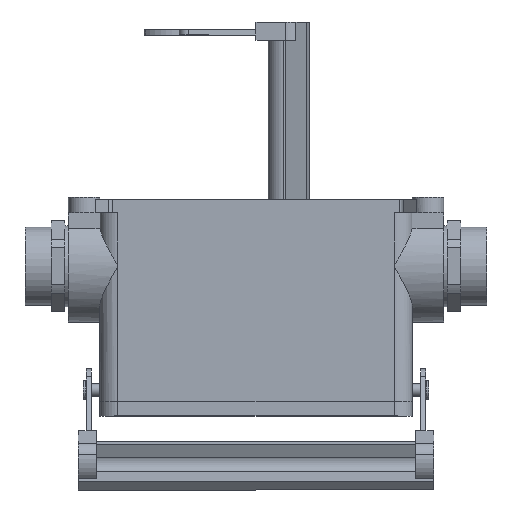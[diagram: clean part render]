
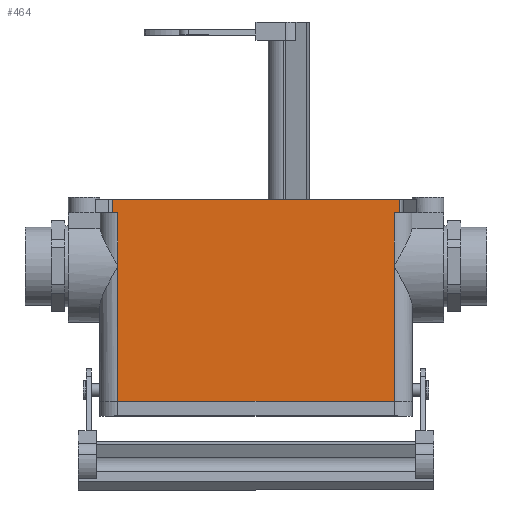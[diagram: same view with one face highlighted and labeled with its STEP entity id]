
A CAD part, top view. The second image highlights one B-rep face of the part: STEP entity #464.
In plain terms, the highlighted planar face has unit normal (0, 0, 1).
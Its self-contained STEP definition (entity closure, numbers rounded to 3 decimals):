
#464 = ADVANCED_FACE( '', ( #1058 ), #1059, .F. );
#1058 = FACE_OUTER_BOUND( '', #1801, .T. );
#1059 = PLANE( '', #1802 );
#1801 = EDGE_LOOP( '', ( #3147, #3148, #3149, #3150, #3151, #3152, #3153, #3154, #3155, #3156 ) );
#1802 = AXIS2_PLACEMENT_3D( '', #3157, #3158, #3159 );
#3147 = ORIENTED_EDGE( '', *, *, #4709, .T. );
#3148 = ORIENTED_EDGE( '', *, *, #4723, .T. );
#3149 = ORIENTED_EDGE( '', *, *, #4724, .F. );
#3150 = ORIENTED_EDGE( '', *, *, #4725, .T. );
#3151 = ORIENTED_EDGE( '', *, *, #4381, .T. );
#3152 = ORIENTED_EDGE( '', *, *, #4639, .F. );
#3153 = ORIENTED_EDGE( '', *, *, #4626, .F. );
#3154 = ORIENTED_EDGE( '', *, *, #4726, .F. );
#3155 = ORIENTED_EDGE( '', *, *, #4500, .F. );
#3156 = ORIENTED_EDGE( '', *, *, #4727, .T. );
#3157 = CARTESIAN_POINT( '', ( 56.015, -5., 21.5 ) );
#3158 = DIRECTION( '', ( 0., 0., -1. ) );
#3159 = DIRECTION( '', ( -1., 0., 0. ) );
#4381 = EDGE_CURVE( '', #5092, #5295, #5296, .T. );
#4500 = EDGE_CURVE( '', #5490, #5484, #5492, .T. );
#4626 = EDGE_CURVE( '', #5688, #5690, #5691, .T. );
#4639 = EDGE_CURVE( '', #5690, #5295, #5708, .T. );
#4709 = EDGE_CURVE( '', #5814, #5812, #5815, .T. );
#4723 = EDGE_CURVE( '', #5812, #5832, #5833, .F. );
#4724 = EDGE_CURVE( '', #5834, #5832, #5835, .T. );
#4725 = EDGE_CURVE( '', #5834, #5092, #5836, .T. );
#4726 = EDGE_CURVE( '', #5484, #5688, #5837, .T. );
#4727 = EDGE_CURVE( '', #5490, #5814, #5838, .T. );
#5092 = VERTEX_POINT( '', #6362 );
#5295 = VERTEX_POINT( '', #6733 );
#5296 = LINE( '', #6734, #6735 );
#5484 = VERTEX_POINT( '', #6992 );
#5490 = VERTEX_POINT( '', #6999 );
#5492 = LINE( '', #7001, #7002 );
#5688 = VERTEX_POINT( '', #7264 );
#5690 = VERTEX_POINT( '', #7291 );
#5691 = LINE( '', #7292, #7293 );
#5708 = LINE( '', #7314, #7315 );
#5812 = VERTEX_POINT( '', #7448 );
#5814 = VERTEX_POINT( '', #7450 );
#5815 = LINE( '', #7451, #7452 );
#5832 = VERTEX_POINT( '', #7472 );
#5833 = LINE( '', #7473, #7474 );
#5834 = VERTEX_POINT( '', #7475 );
#5835 = LINE( '', #7476, #7477 );
#5836 = LINE( '', #7478, #7479 );
#5837 = LINE( '', #7480, #7481 );
#5838 = LINE( '', #7482, #7483 );
#6362 = CARTESIAN_POINT( '', ( -53., -25.5, 21.5 ) );
#6733 = CARTESIAN_POINT( '', ( -53., -77.4, 21.5 ) );
#6734 = CARTESIAN_POINT( '', ( -53., 96.515, 21.5 ) );
#6735 = VECTOR( '', #8186, 1000. );
#6992 = CARTESIAN_POINT( '', ( 53., -5., 21.5 ) );
#6999 = CARTESIAN_POINT( '', ( 55.186, -5., 21.5 ) );
#7001 = CARTESIAN_POINT( '', ( 56.015, -5., 21.5 ) );
#7002 = VECTOR( '', #8335, 1000. );
#7264 = CARTESIAN_POINT( '', ( 53., -25.5, 21.5 ) );
#7291 = CARTESIAN_POINT( '', ( 53., -77.4, 21.5 ) );
#7292 = CARTESIAN_POINT( '', ( 53., 96.515, 21.5 ) );
#7293 = VECTOR( '', #8483, 1000. );
#7314 = CARTESIAN_POINT( '', ( -53., -77.4, 21.5 ) );
#7315 = VECTOR( '', #8503, 1000. );
#7448 = CARTESIAN_POINT( '', ( -55.186, 0., 21.5 ) );
#7450 = CARTESIAN_POINT( '', ( 55.186, 0., 21.5 ) );
#7451 = CARTESIAN_POINT( '', ( 56.015, 0., 21.5 ) );
#7452 = VECTOR( '', #8617, 1000. );
#7472 = CARTESIAN_POINT( '', ( -55.186, -5., 21.5 ) );
#7473 = CARTESIAN_POINT( '', ( -55.186, -5., 21.5 ) );
#7474 = VECTOR( '', #8642, 1000. );
#7475 = CARTESIAN_POINT( '', ( -53., -5., 21.5 ) );
#7476 = CARTESIAN_POINT( '', ( 56.015, -5., 21.5 ) );
#7477 = VECTOR( '', #8643, 1000. );
#7478 = CARTESIAN_POINT( '', ( -53., 96.515, 21.5 ) );
#7479 = VECTOR( '', #8644, 1000. );
#7480 = CARTESIAN_POINT( '', ( 53., 96.515, 21.5 ) );
#7481 = VECTOR( '', #8645, 1000. );
#7482 = CARTESIAN_POINT( '', ( 55.186, 0., 21.5 ) );
#7483 = VECTOR( '', #8646, 1000. );
#8186 = DIRECTION( '', ( 0., -1., 0. ) );
#8335 = DIRECTION( '', ( -1., 0., 0. ) );
#8483 = DIRECTION( '', ( 0., -1., 0. ) );
#8503 = DIRECTION( '', ( -1., 0., 0. ) );
#8617 = DIRECTION( '', ( -1., 0., 0. ) );
#8642 = DIRECTION( '', ( 0., 1., 0. ) );
#8643 = DIRECTION( '', ( -1., 0., 0. ) );
#8644 = DIRECTION( '', ( 0., -1., 0. ) );
#8645 = DIRECTION( '', ( 0., -1., 0. ) );
#8646 = DIRECTION( '', ( 0., 1., 0. ) );
